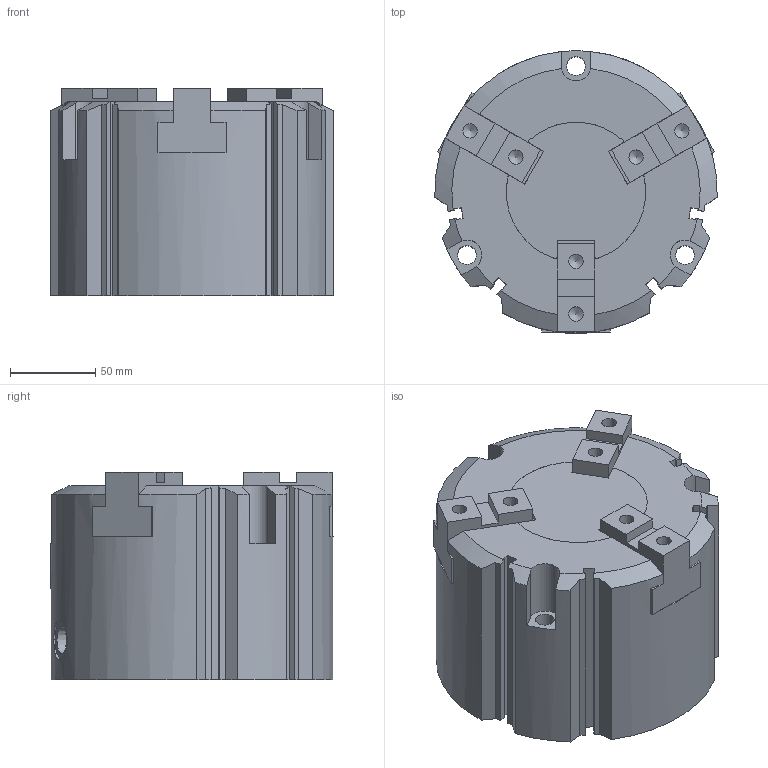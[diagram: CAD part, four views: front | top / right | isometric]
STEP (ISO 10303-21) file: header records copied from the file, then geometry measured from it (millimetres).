
FILE_DESCRIPTION(/* description */ (' '),/* implementation_level */ '2;1');
FILE_NAME(/* name */ 'YMP50-125.stp',/* time_stamp */ '2016-06-07T11:18:46+02:00',/* author */ ('Boceda'),/* organization */ (''),/* preprocessor_version */ 'ST-DEVELOPER v16.1',/* originating_system */ 'Autodesk Inventor 2016',/* authorisation */ '');
FILE_SCHEMA (('AUTOMOTIVE_DESIGN { 1 0 10303 214 3 1 1 }'));
Length unit declared in the file: millimetre
Products named in the file (1): YMP50-125
Bounding box: 165.9 x 165.87 x 122.1 mm (x, y, z)
Volume: 2249925.3 mm3; surface area: 145256.4 mm2
Topology: 1 solids, 1 shells, 220 faces, 611 edges, 402 vertices
Faces by surface type: plane 150, cylinder 47, cone 23
Full cylindrical faces by diameter (mm): 3 x2, 8.5 x9, 10 x1, 11 x3, 14.275 x2, 23 x2, 130 x1
Entity records: 6827 total; most frequent: CARTESIAN_POINT 1358, ORIENTED_EDGE 1132, DIRECTION 1094, EDGE_CURVE 566, LINE 392, VECTOR 392, VERTEX_POINT 390, AXIS2_PLACEMENT_3D 351
